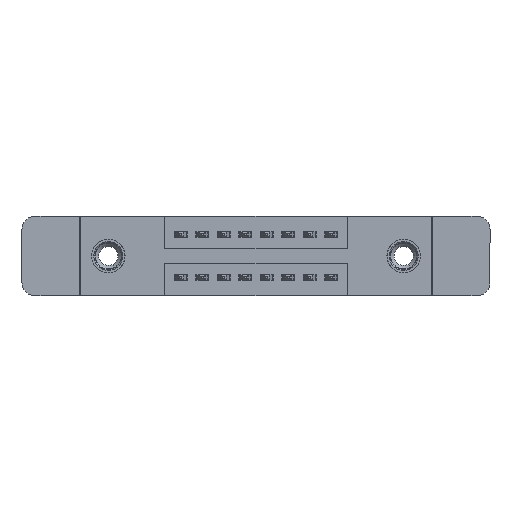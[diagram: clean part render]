
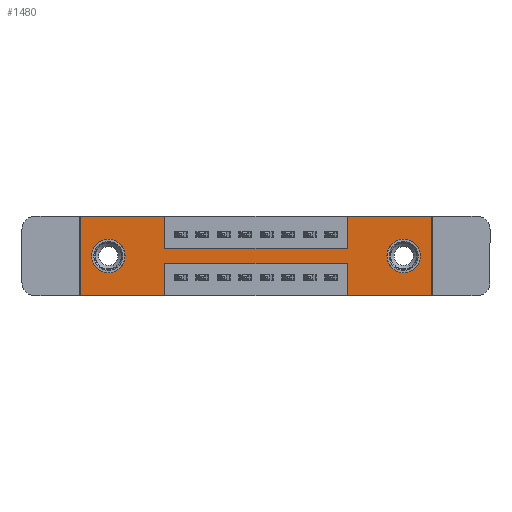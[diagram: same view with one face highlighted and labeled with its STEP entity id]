
A CAD part, front view. The second image highlights one B-rep face of the part: STEP entity #1480.
In plain terms, the highlighted planar face has unit normal (0, -1, 0).
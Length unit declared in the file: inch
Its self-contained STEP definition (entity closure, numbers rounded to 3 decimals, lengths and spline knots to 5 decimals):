
#7 = VERTEX_POINT ( 'NONE', #3498 ) ;
#155 = CARTESIAN_POINT ( 'NONE',  ( 1.505, 0., -0.107 ) ) ;
#266 = DIRECTION ( 'NONE',  ( 0., 1., 0. ) ) ;
#571 = VECTOR ( 'NONE', #4639, 39.37008 ) ;
#770 = CARTESIAN_POINT ( 'NONE',  ( 1.2425, 0., 0. ) ) ;
#834 = VERTEX_POINT ( 'NONE', #14479 ) ;
#1003 = LINE ( 'NONE', #12729, #14172 ) ;
#1005 = DIRECTION ( 'NONE',  ( 0., 0., -1. ) ) ;
#1476 = EDGE_CURVE ( 'NONE', #10044, #12214, #1003, .T. ) ;
#1480 = ADVANCED_FACE ( 'NONE', ( #3997, #7322, #7695 ), #12618, .T. ) ;
#1613 = ORIENTED_EDGE ( 'NONE', *, *, #13422, .F. ) ;
#1871 = DIRECTION ( 'NONE',  ( 1., 0., 0. ) ) ;
#2253 = EDGE_CURVE ( 'NONE', #2399, #12420, #9925, .T. ) ;
#2280 = CARTESIAN_POINT ( 'NONE',  ( 0., 0., 0. ) ) ;
#2399 = VERTEX_POINT ( 'NONE', #10886 ) ;
#2422 = ORIENTED_EDGE ( 'NONE', *, *, #12781, .T. ) ;
#2697 = CARTESIAN_POINT ( 'NONE',  ( 1.635, 0., 0. ) ) ;
#2709 = DIRECTION ( 'NONE',  ( 0., 1., 0. ) ) ;
#2902 = VECTOR ( 'NONE', #1871, 39.37008 ) ;
#3014 = CIRCLE ( 'NONE', #16021, 0.078 ) ;
#3292 = VERTEX_POINT ( 'NONE', #12567 ) ;
#3299 = AXIS2_PLACEMENT_3D ( 'NONE', #13710, #6444, #14940 ) ;
#3462 = CARTESIAN_POINT ( 'NONE',  ( 0.13, 0., -0.263 ) ) ;
#3498 = CARTESIAN_POINT ( 'NONE',  ( 1.635, 0., -0.37 ) ) ;
#3501 = CARTESIAN_POINT ( 'NONE',  ( 1.505, 0., -0.185 ) ) ;
#3572 = DIRECTION ( 'NONE',  ( 0., 0., 1. ) ) ;
#3591 = VERTEX_POINT ( 'NONE', #5135 ) ;
#3746 = ORIENTED_EDGE ( 'NONE', *, *, #13080, .F. ) ;
#3858 = ORIENTED_EDGE ( 'NONE', *, *, #14681, .F. ) ;
#3982 = LINE ( 'NONE', #11971, #571 ) ;
#3997 = FACE_BOUND ( 'NONE', #4684, .T. ) ;
#4146 = VECTOR ( 'NONE', #8306, 39.37008 ) ;
#4218 = LINE ( 'NONE', #2280, #7171 ) ;
#4271 = VERTEX_POINT ( 'NONE', #155 ) ;
#4522 = VERTEX_POINT ( 'NONE', #12984 ) ;
#4639 = DIRECTION ( 'NONE',  ( 1., 0., 0. ) ) ;
#4684 = EDGE_LOOP ( 'NONE', ( #11970, #2422 ) ) ;
#4714 = CARTESIAN_POINT ( 'NONE',  ( 0.3925, 0., -0.15 ) ) ;
#4779 = DIRECTION ( 'NONE',  ( 0., 0., -1. ) ) ;
#4892 = LINE ( 'NONE', #8029, #13870 ) ;
#4911 = LINE ( 'NONE', #5522, #14277 ) ;
#5135 = CARTESIAN_POINT ( 'NONE',  ( 0.13, 0., -0.107 ) ) ;
#5209 = VECTOR ( 'NONE', #10642, 39.37008 ) ;
#5282 = CARTESIAN_POINT ( 'NONE',  ( 0.3925, 0., -0.22 ) ) ;
#5522 = CARTESIAN_POINT ( 'NONE',  ( 0., 0., -0.37 ) ) ;
#5582 = EDGE_CURVE ( 'NONE', #6662, #3591, #15465, .T. ) ;
#5716 = EDGE_LOOP ( 'NONE', ( #14636, #14904, #9548, #11507, #3746, #1613, #3858, #15117, #9263, #13672, #10747, #11615 ) ) ;
#6203 = AXIS2_PLACEMENT_3D ( 'NONE', #7841, #266, #9031 ) ;
#6353 = VECTOR ( 'NONE', #11565, 39.37008 ) ;
#6361 = CARTESIAN_POINT ( 'NONE',  ( 1.2425, 0., -0.37 ) ) ;
#6444 = DIRECTION ( 'NONE',  ( 0., 1., 0. ) ) ;
#6662 = VERTEX_POINT ( 'NONE', #3462 ) ;
#7171 = VECTOR ( 'NONE', #3572, 39.37008 ) ;
#7322 = FACE_BOUND ( 'NONE', #7794, .T. ) ;
#7488 = CARTESIAN_POINT ( 'NONE',  ( 0., 0., -0.37 ) ) ;
#7628 = EDGE_CURVE ( 'NONE', #7, #8296, #4911, .T. ) ;
#7695 = FACE_OUTER_BOUND ( 'NONE', #5716, .T. ) ;
#7697 = CARTESIAN_POINT ( 'NONE',  ( 0.3925, 0., -0.22 ) ) ;
#7794 = EDGE_LOOP ( 'NONE', ( #13529, #15812 ) ) ;
#7841 = CARTESIAN_POINT ( 'NONE',  ( 1.505, 0., -0.185 ) ) ;
#8029 = CARTESIAN_POINT ( 'NONE',  ( 0.3925, 0., 0. ) ) ;
#8118 = EDGE_CURVE ( 'NONE', #4522, #10044, #4892, .T. ) ;
#8157 = LINE ( 'NONE', #6361, #11374 ) ;
#8296 = VERTEX_POINT ( 'NONE', #12111 ) ;
#8306 = DIRECTION ( 'NONE',  ( 0., 0., 1. ) ) ;
#8518 = CARTESIAN_POINT ( 'NONE',  ( 0.3925, 0., -0.37 ) ) ;
#8548 = CARTESIAN_POINT ( 'NONE',  ( 1.2425, 0., -0.15 ) ) ;
#8627 = LINE ( 'NONE', #2697, #9373 ) ;
#9029 = VERTEX_POINT ( 'NONE', #11482 ) ;
#9031 = DIRECTION ( 'NONE',  ( 0., 0., -1. ) ) ;
#9210 = DIRECTION ( 'NONE',  ( 0., 0., -1. ) ) ;
#9263 = ORIENTED_EDGE ( 'NONE', *, *, #8118, .F. ) ;
#9317 = EDGE_CURVE ( 'NONE', #10383, #4522, #9475, .T. ) ;
#9373 = VECTOR ( 'NONE', #13786, 39.37008 ) ;
#9393 = CARTESIAN_POINT ( 'NONE',  ( 0., 0., -0.37 ) ) ;
#9401 = VERTEX_POINT ( 'NONE', #13105 ) ;
#9475 = LINE ( 'NONE', #10446, #2902 ) ;
#9548 = ORIENTED_EDGE ( 'NONE', *, *, #9640, .F. ) ;
#9640 = EDGE_CURVE ( 'NONE', #8296, #2399, #8157, .T. ) ;
#9794 = EDGE_CURVE ( 'NONE', #4271, #3292, #9837, .T. ) ;
#9837 = CIRCLE ( 'NONE', #6203, 0.078 ) ;
#9925 = LINE ( 'NONE', #7697, #6353 ) ;
#10044 = VERTEX_POINT ( 'NONE', #4714 ) ;
#10098 = CARTESIAN_POINT ( 'NONE',  ( 0.13, 0., -0.185 ) ) ;
#10117 = EDGE_CURVE ( 'NONE', #12420, #834, #12135, .T. ) ;
#10383 = VERTEX_POINT ( 'NONE', #11371 ) ;
#10418 = DIRECTION ( 'NONE',  ( -1., 0., 0. ) ) ;
#10446 = CARTESIAN_POINT ( 'NONE',  ( 0., 0., 0. ) ) ;
#10642 = DIRECTION ( 'NONE',  ( -1., 0., 0. ) ) ;
#10747 = ORIENTED_EDGE ( 'NONE', *, *, #12185, .F. ) ;
#10886 = CARTESIAN_POINT ( 'NONE',  ( 1.2425, 0., -0.22 ) ) ;
#10992 = AXIS2_PLACEMENT_3D ( 'NONE', #12633, #12574, #12569 ) ;
#11340 = DIRECTION ( 'NONE',  ( 0., 0., 1. ) ) ;
#11371 = CARTESIAN_POINT ( 'NONE',  ( 0., 0., 0. ) ) ;
#11374 = VECTOR ( 'NONE', #14868, 39.37008 ) ;
#11482 = CARTESIAN_POINT ( 'NONE',  ( 1.2425, 0., 0. ) ) ;
#11507 = ORIENTED_EDGE ( 'NONE', *, *, #7628, .F. ) ;
#11565 = DIRECTION ( 'NONE',  ( -1., 0., 0. ) ) ;
#11615 = ORIENTED_EDGE ( 'NONE', *, *, #11620, .F. ) ;
#11620 = EDGE_CURVE ( 'NONE', #834, #12292, #14948, .T. ) ;
#11970 = ORIENTED_EDGE ( 'NONE', *, *, #9794, .T. ) ;
#11971 = CARTESIAN_POINT ( 'NONE',  ( 0., 0., 0. ) ) ;
#12088 = DIRECTION ( 'NONE',  ( 0., 1., 0. ) ) ;
#12111 = CARTESIAN_POINT ( 'NONE',  ( 1.2425, 0., -0.37 ) ) ;
#12135 = LINE ( 'NONE', #8518, #14994 ) ;
#12185 = EDGE_CURVE ( 'NONE', #12292, #10383, #4218, .T. ) ;
#12214 = VERTEX_POINT ( 'NONE', #8548 ) ;
#12292 = VERTEX_POINT ( 'NONE', #7488 ) ;
#12420 = VERTEX_POINT ( 'NONE', #5282 ) ;
#12567 = CARTESIAN_POINT ( 'NONE',  ( 1.505, 0., -0.263 ) ) ;
#12569 = DIRECTION ( 'NONE',  ( 0., 0., -1. ) ) ;
#12574 = DIRECTION ( 'NONE',  ( 0., -1., 0. ) ) ;
#12618 = PLANE ( 'NONE',  #10992 ) ;
#12633 = CARTESIAN_POINT ( 'NONE',  ( 0., 0., -0.37 ) ) ;
#12681 = DIRECTION ( 'NONE',  ( 1., 0., 0. ) ) ;
#12729 = CARTESIAN_POINT ( 'NONE',  ( 0.3925, 0., -0.15 ) ) ;
#12781 = EDGE_CURVE ( 'NONE', #3292, #4271, #3014, .T. ) ;
#12984 = CARTESIAN_POINT ( 'NONE',  ( 0.3925, 0., 0. ) ) ;
#13080 = EDGE_CURVE ( 'NONE', #9401, #7, #8627, .T. ) ;
#13105 = CARTESIAN_POINT ( 'NONE',  ( 1.635, 0., 0. ) ) ;
#13422 = EDGE_CURVE ( 'NONE', #9029, #9401, #3982, .T. ) ;
#13529 = ORIENTED_EDGE ( 'NONE', *, *, #15440, .T. ) ;
#13539 = LINE ( 'NONE', #770, #4146 ) ;
#13672 = ORIENTED_EDGE ( 'NONE', *, *, #9317, .F. ) ;
#13706 = CIRCLE ( 'NONE', #14989, 0.078 ) ;
#13710 = CARTESIAN_POINT ( 'NONE',  ( 0.13, 0., -0.185 ) ) ;
#13786 = DIRECTION ( 'NONE',  ( 0., 0., -1. ) ) ;
#13870 = VECTOR ( 'NONE', #9210, 39.37008 ) ;
#14172 = VECTOR ( 'NONE', #12681, 39.37008 ) ;
#14277 = VECTOR ( 'NONE', #10418, 39.37008 ) ;
#14479 = CARTESIAN_POINT ( 'NONE',  ( 0.3925, 0., -0.37 ) ) ;
#14636 = ORIENTED_EDGE ( 'NONE', *, *, #10117, .F. ) ;
#14681 = EDGE_CURVE ( 'NONE', #12214, #9029, #13539, .T. ) ;
#14868 = DIRECTION ( 'NONE',  ( 0., 0., 1. ) ) ;
#14904 = ORIENTED_EDGE ( 'NONE', *, *, #2253, .F. ) ;
#14940 = DIRECTION ( 'NONE',  ( 0., 0., 1. ) ) ;
#14948 = LINE ( 'NONE', #9393, #5209 ) ;
#14989 = AXIS2_PLACEMENT_3D ( 'NONE', #10098, #2709, #11340 ) ;
#14994 = VECTOR ( 'NONE', #1005, 39.37008 ) ;
#15117 = ORIENTED_EDGE ( 'NONE', *, *, #1476, .F. ) ;
#15440 = EDGE_CURVE ( 'NONE', #3591, #6662, #13706, .T. ) ;
#15465 = CIRCLE ( 'NONE', #3299, 0.078 ) ;
#15812 = ORIENTED_EDGE ( 'NONE', *, *, #5582, .T. ) ;
#16021 = AXIS2_PLACEMENT_3D ( 'NONE', #3501, #12088, #4779 ) ;
